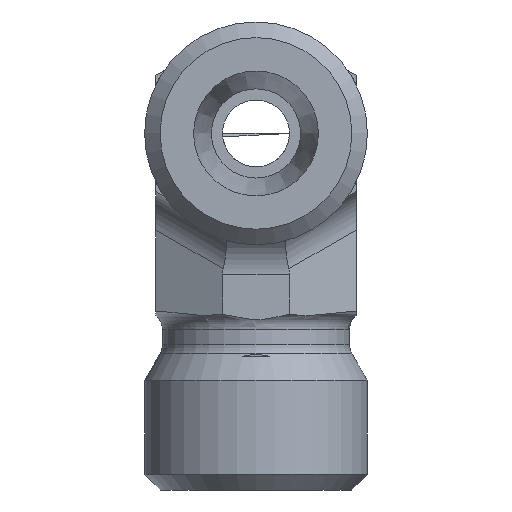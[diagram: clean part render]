
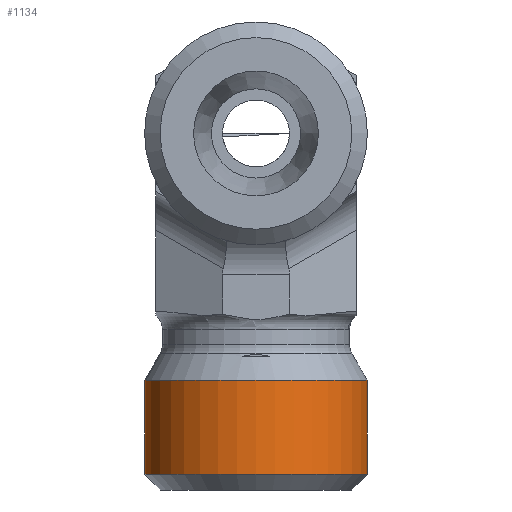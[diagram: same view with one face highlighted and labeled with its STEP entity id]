
A CAD part, front view. The second image highlights one B-rep face of the part: STEP entity #1134.
In plain terms, the highlighted cylindrical face has radius 5 mm (diameter 10 mm), a full revolution.
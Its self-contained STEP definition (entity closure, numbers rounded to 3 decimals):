
#1092=CARTESIAN_POINT('',(-24.985,9.544,-5.3));
#1093=VERTEX_POINT('',#1092);
#1094=CARTESIAN_POINT('',(-19.985,9.544,-5.3));
#1095=DIRECTION('',(0.0,0.0,-1.0));
#1096=DIRECTION('',(1.0,0.0,0.0));
#1097=AXIS2_PLACEMENT_3D('',#1094,#1095,#1096);
#1098=CIRCLE('',#1097,5.0);
#1099=EDGE_CURVE('',#1093,#1093,#1098,.T.);
#1115=CARTESIAN_POINT('',(-19.985,9.544,-6.));
#1116=DIRECTION('',(0.0,0.0,1.0));
#1117=DIRECTION('',(1.0,0.0,0.0));
#1118=AXIS2_PLACEMENT_3D('',#1115,#1116,#1117);
#1119=CYLINDRICAL_SURFACE('',#1118,5.0);
#1120=CARTESIAN_POINT('',(-24.985,9.544,-1.086));
#1121=VERTEX_POINT('',#1120);
#1122=CARTESIAN_POINT('',(-19.985,9.544,-1.086));
#1123=DIRECTION('',(0.0,0.0,-1.0));
#1124=DIRECTION('',(1.0,0.0,0.0));
#1125=AXIS2_PLACEMENT_3D('',#1122,#1123,#1124);
#1126=CIRCLE('',#1125,5.0);
#1127=EDGE_CURVE('',#1121,#1121,#1126,.T.);
#1128=ORIENTED_EDGE('',*,*,#1127,.T.);
#1129=EDGE_LOOP('',(#1128));
#1130=FACE_OUTER_BOUND('',#1129,.T.);
#1131=ORIENTED_EDGE('',*,*,#1099,.F.);
#1132=EDGE_LOOP('',(#1131));
#1133=FACE_BOUND('',#1132,.T.);
#1134=ADVANCED_FACE('',(#1130,#1133),#1119,.T.);
